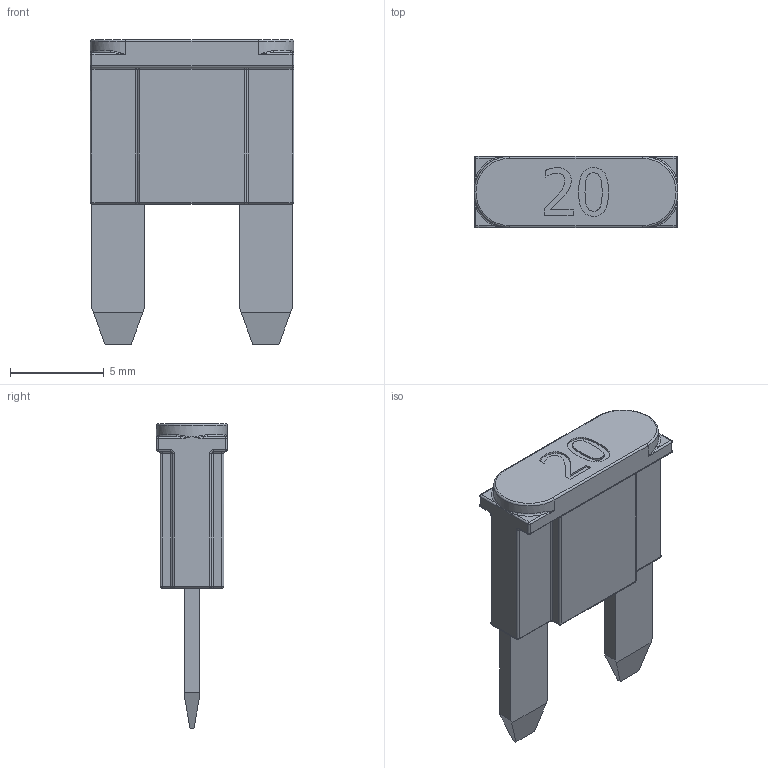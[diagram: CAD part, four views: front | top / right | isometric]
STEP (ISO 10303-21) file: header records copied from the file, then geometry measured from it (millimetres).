
FILE_DESCRIPTION(('FreeCAD Model'),'2;1');
FILE_NAME('Fuse_Blade_Mini.step', '2016-03-24T14:22:21',('Author'),(''), 'Open CASCADE STEP processor 6.8','FreeCAD','Unknown');
FILE_SCHEMA(('AUTOMOTIVE_DESIGN_CC2 { 1 2 10303 214 -1 1 5 4 }'));
Length unit declared in the file: millimetre
Products named in the file (1): Fusion001
Bounding box: 10.9 x 3.8 x 16.3 mm (x, y, z)
Volume: 311.6 mm3; surface area: 423.9 mm2
Topology: 1 solids, 1 shells, 184 faces, 446 edges, 250 vertices
Faces by surface type: cylinder 56, plane 51, bspline 39, sphere 20, torus 18
Entity records: 24242 total; most frequent: CARTESIAN_POINT 15401, DIRECTION 1063, ORIENTED_EDGE 858, PCURVE 858, DEFINITIONAL_REPRESENTATION 858, B_SPLINE_CURVE_WITH_KNOTS 651, LINE 473, VECTOR 473
